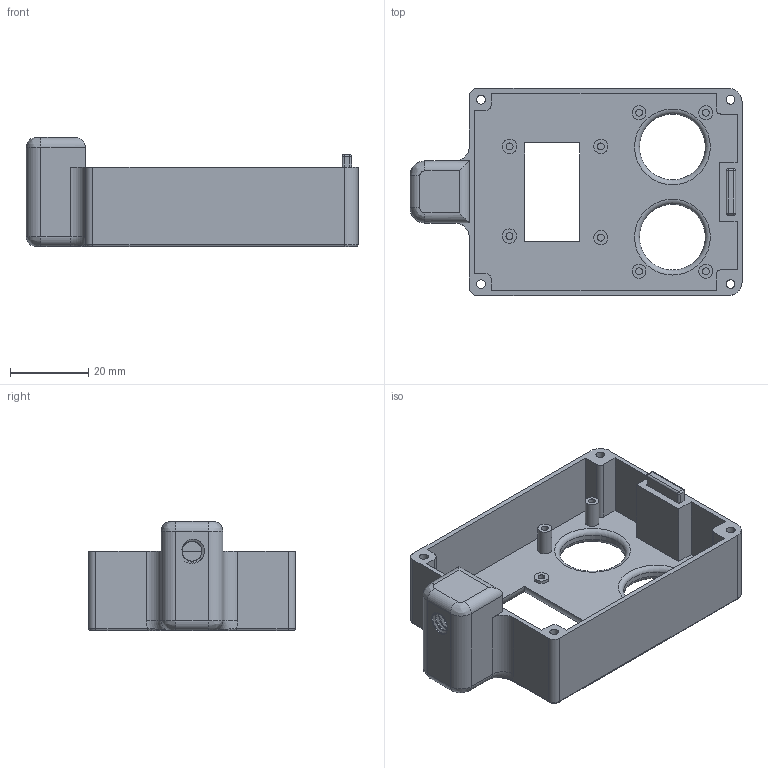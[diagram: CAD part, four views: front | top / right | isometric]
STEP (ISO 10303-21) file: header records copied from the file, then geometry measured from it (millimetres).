
FILE_DESCRIPTION(/* description */ (''),/* implementation_level */ '2;1');
FILE_NAME(/* name */ 'Oscillator Top v4.step',/* time_stamp */ '2019-06-13T16:02:49-04:00',/* author */ (''),/* organization */ (''),/* preprocessor_version */ 'ST-DEVELOPER v18',/* originating_system */ 'Autodesk Translation Framework v8.2.0.1029',/* authorisation */ '');
FILE_SCHEMA (('AUTOMOTIVE_DESIGN { 1 0 10303 214 3 1 1 }'));
Length unit declared in the file: inch
Products named in the file (1): Oscillator Top
Bounding box: 85.09 x 53.09 x 27.94 mm (x, y, z)
Volume: 23899.6 mm3; surface area: 18467.9 mm2
Topology: 1 solids, 1 shells, 172 faces, 403 edges, 250 vertices
Faces by surface type: cylinder 94, plane 56, torus 10, bspline 8, sphere 4
Full cylindrical faces by diameter (mm): 1.778 x8, 2.261 x4, 3.556 x3, 3.683 x4, 4.445 x4, 5.116 x15, 6.35 x14, 16.891 x2
Entity records: 6526 total; most frequent: CARTESIAN_POINT 2555, DIRECTION 819, ORIENTED_EDGE 802, EDGE_CURVE 401, AXIS2_PLACEMENT_3D 314, VERTEX_POINT 250, EDGE_LOOP 207, LINE 191
